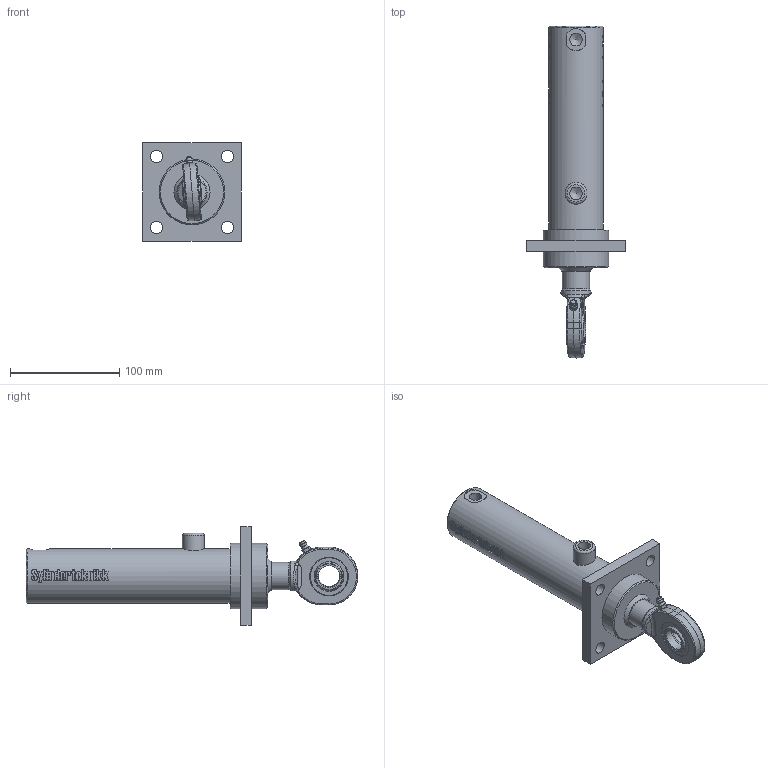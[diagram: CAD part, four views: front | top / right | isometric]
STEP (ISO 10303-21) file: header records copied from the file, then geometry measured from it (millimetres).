
FILE_DESCRIPTION((''),'2;1');
FILE_NAME('DVLF40_25.stp','2010-04-15T08:50:33',('tribel'),(''),'Autodesk Inventor 2009','Autodesk Inventor 2009','');
FILE_SCHEMA(('AUTOMOTIVE_DESIGN { 1 0 10303 214 1 1 1 1 }'));
Length unit declared in the file: millimetre
Products named in the file (5): DVLF40_25; DVLF40_25_body; DVLF40_25_stang; DVLF40_25_Parameters; K-WS20C
Assembly tree (4 placements, depth 2):
  DVLF40_25
    DVLF40_25_body
    DVLF40_25_stang
    DVLF40_25_Parameters
    K-WS20C
Bounding box: 90 x 303.5 x 90 mm (x, y, z)
Volume: 479087.9 mm3; surface area: 110251.6 mm2
Topology: 3 solids, 4 shells, 644 faces, 1698 edges, 1114 vertices
Faces by surface type: plane 320, bspline 169, cylinder 88, cone 49, torus 14, sphere 4
Full cylindrical faces by diameter (mm): 1.714 x2, 2 x2, 3 x1, 5.5 x1, 5.6 x1, 6 x1, 20 x3, 25 x2, 27.5 x1, 35 x2, 40 x2, 50 x1, 60 x2
Entity records: 51525 total; most frequent: CARTESIAN_POINT 37337, ORIENTED_EDGE 3194, DIRECTION 2274, EDGE_CURVE 1599, VERTEX_POINT 1078, AXIS2_PLACEMENT_3D 812, EDGE_LOOP 778, VECTOR 650
